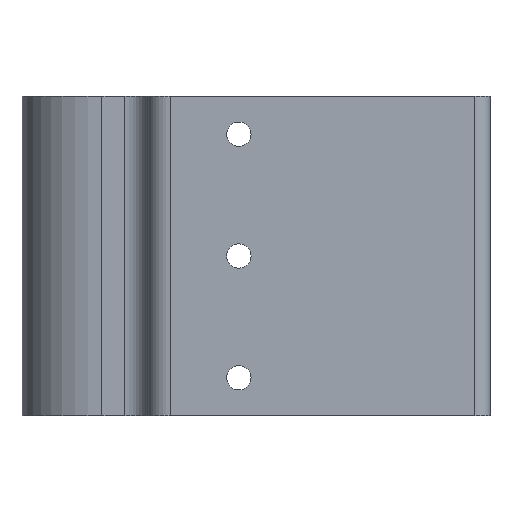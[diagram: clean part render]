
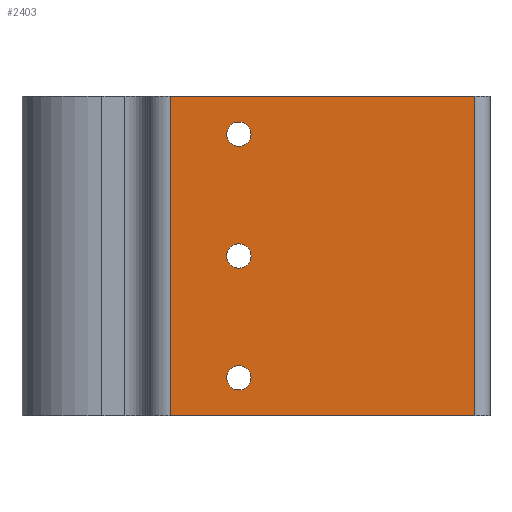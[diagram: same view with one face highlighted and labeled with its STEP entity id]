
A CAD part, left-side view. The second image highlights one B-rep face of the part: STEP entity #2403.
In plain terms, the highlighted planar face has unit normal (-1, 0, 0).
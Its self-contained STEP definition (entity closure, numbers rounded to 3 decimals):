
#79 = PLANE('',#80);
#80 = AXIS2_PLACEMENT_3D('',#81,#82,#83);
#81 = CARTESIAN_POINT('',(-6.809,-21.077,0.));
#82 = DIRECTION('',(0.,0.,1.));
#83 = DIRECTION('',(1.,0.,0.));
#135 = PLANE('',#136);
#136 = AXIS2_PLACEMENT_3D('',#137,#138,#139);
#137 = CARTESIAN_POINT('',(-6.809,-21.077,42.));
#138 = DIRECTION('',(0.,0.,1.));
#139 = DIRECTION('',(1.,0.,0.));
#495 = VERTEX_POINT('',#496);
#496 = CARTESIAN_POINT('',(-18.5,-9.,0.));
#511 = CYLINDRICAL_SURFACE('',#512,3.);
#512 = AXIS2_PLACEMENT_3D('',#513,#514,#515);
#513 = CARTESIAN_POINT('',(-15.5,-9.,0.));
#514 = DIRECTION('',(0.,0.,1.));
#515 = DIRECTION('',(0.,1.,0.));
#523 = EDGE_CURVE('',#495,#524,#526,.T.);
#524 = VERTEX_POINT('',#525);
#525 = CARTESIAN_POINT('',(-18.5,-49.,0.));
#526 = SURFACE_CURVE('',#527,(#531,#538),.PCURVE_S1.);
#527 = LINE('',#528,#529);
#528 = CARTESIAN_POINT('',(-18.5,-6.,0.));
#529 = VECTOR('',#530,1.);
#530 = DIRECTION('',(0.,-1.,0.));
#531 = PCURVE('',#79,#532);
#532 = DEFINITIONAL_REPRESENTATION('',(#533),#537);
#533 = LINE('',#534,#535);
#534 = CARTESIAN_POINT('',(-11.691,15.077));
#535 = VECTOR('',#536,1.);
#536 = DIRECTION('',(0.,-1.));
#537 = ( GEOMETRIC_REPRESENTATION_CONTEXT(2) 
PARAMETRIC_REPRESENTATION_CONTEXT() REPRESENTATION_CONTEXT('2D SPACE',''
  ) );
#538 = PCURVE('',#539,#544);
#539 = PLANE('',#540);
#540 = AXIS2_PLACEMENT_3D('',#541,#542,#543);
#541 = CARTESIAN_POINT('',(-18.5,-6.,0.));
#542 = DIRECTION('',(1.,0.,0.));
#543 = DIRECTION('',(0.,-1.,0.));
#544 = DEFINITIONAL_REPRESENTATION('',(#545),#549);
#545 = LINE('',#546,#547);
#546 = CARTESIAN_POINT('',(0.,0.));
#547 = VECTOR('',#548,1.);
#548 = DIRECTION('',(1.,0.));
#549 = ( GEOMETRIC_REPRESENTATION_CONTEXT(2) 
PARAMETRIC_REPRESENTATION_CONTEXT() REPRESENTATION_CONTEXT('2D SPACE',''
  ) );
#568 = CYLINDRICAL_SURFACE('',#569,2.);
#569 = AXIS2_PLACEMENT_3D('',#570,#571,#572);
#570 = CARTESIAN_POINT('',(-16.5,-49.,0.));
#571 = DIRECTION('',(0.,0.,1.));
#572 = DIRECTION('',(-1.,0.,0.));
#1383 = VERTEX_POINT('',#1384);
#1384 = CARTESIAN_POINT('',(-18.5,-9.,42.));
#1406 = EDGE_CURVE('',#1383,#1407,#1409,.T.);
#1407 = VERTEX_POINT('',#1408);
#1408 = CARTESIAN_POINT('',(-18.5,-49.,42.));
#1409 = SURFACE_CURVE('',#1410,(#1414,#1421),.PCURVE_S1.);
#1410 = LINE('',#1411,#1412);
#1411 = CARTESIAN_POINT('',(-18.5,-6.,42.));
#1412 = VECTOR('',#1413,1.);
#1413 = DIRECTION('',(0.,-1.,0.));
#1414 = PCURVE('',#135,#1415);
#1415 = DEFINITIONAL_REPRESENTATION('',(#1416),#1420);
#1416 = LINE('',#1417,#1418);
#1417 = CARTESIAN_POINT('',(-11.691,15.077));
#1418 = VECTOR('',#1419,1.);
#1419 = DIRECTION('',(0.,-1.));
#1420 = ( GEOMETRIC_REPRESENTATION_CONTEXT(2) 
PARAMETRIC_REPRESENTATION_CONTEXT() REPRESENTATION_CONTEXT('2D SPACE',''
  ) );
#1421 = PCURVE('',#539,#1422);
#1422 = DEFINITIONAL_REPRESENTATION('',(#1423),#1427);
#1423 = LINE('',#1424,#1425);
#1424 = CARTESIAN_POINT('',(0.,-42.));
#1425 = VECTOR('',#1426,1.);
#1426 = DIRECTION('',(1.,0.));
#1427 = ( GEOMETRIC_REPRESENTATION_CONTEXT(2) 
PARAMETRIC_REPRESENTATION_CONTEXT() REPRESENTATION_CONTEXT('2D SPACE',''
  ) );
#2354 = EDGE_CURVE('',#495,#1383,#2355,.T.);
#2355 = SURFACE_CURVE('',#2356,(#2360,#2367),.PCURVE_S1.);
#2356 = LINE('',#2357,#2358);
#2357 = CARTESIAN_POINT('',(-18.5,-9.,0.));
#2358 = VECTOR('',#2359,1.);
#2359 = DIRECTION('',(0.,0.,1.));
#2360 = PCURVE('',#511,#2361);
#2361 = DEFINITIONAL_REPRESENTATION('',(#2362),#2366);
#2362 = LINE('',#2363,#2364);
#2363 = CARTESIAN_POINT('',(1.571,0.));
#2364 = VECTOR('',#2365,1.);
#2365 = DIRECTION('',(0.,1.));
#2366 = ( GEOMETRIC_REPRESENTATION_CONTEXT(2) 
PARAMETRIC_REPRESENTATION_CONTEXT() REPRESENTATION_CONTEXT('2D SPACE',''
  ) );
#2367 = PCURVE('',#539,#2368);
#2368 = DEFINITIONAL_REPRESENTATION('',(#2369),#2373);
#2369 = LINE('',#2370,#2371);
#2370 = CARTESIAN_POINT('',(3.,0.));
#2371 = VECTOR('',#2372,1.);
#2372 = DIRECTION('',(0.,-1.));
#2373 = ( GEOMETRIC_REPRESENTATION_CONTEXT(2) 
PARAMETRIC_REPRESENTATION_CONTEXT() REPRESENTATION_CONTEXT('2D SPACE',''
  ) );
#2403 = ADVANCED_FACE('',(#2404,#2430,#2465,#2500),#539,.F.);
#2404 = FACE_BOUND('',#2405,.F.);
#2405 = EDGE_LOOP('',(#2406,#2407,#2408,#2409));
#2406 = ORIENTED_EDGE('',*,*,#523,.F.);
#2407 = ORIENTED_EDGE('',*,*,#2354,.T.);
#2408 = ORIENTED_EDGE('',*,*,#1406,.T.);
#2409 = ORIENTED_EDGE('',*,*,#2410,.F.);
#2410 = EDGE_CURVE('',#524,#1407,#2411,.T.);
#2411 = SURFACE_CURVE('',#2412,(#2416,#2423),.PCURVE_S1.);
#2412 = LINE('',#2413,#2414);
#2413 = CARTESIAN_POINT('',(-18.5,-49.,0.));
#2414 = VECTOR('',#2415,1.);
#2415 = DIRECTION('',(0.,0.,1.));
#2416 = PCURVE('',#539,#2417);
#2417 = DEFINITIONAL_REPRESENTATION('',(#2418),#2422);
#2418 = LINE('',#2419,#2420);
#2419 = CARTESIAN_POINT('',(43.,0.));
#2420 = VECTOR('',#2421,1.);
#2421 = DIRECTION('',(0.,-1.));
#2422 = ( GEOMETRIC_REPRESENTATION_CONTEXT(2) 
PARAMETRIC_REPRESENTATION_CONTEXT() REPRESENTATION_CONTEXT('2D SPACE',''
  ) );
#2423 = PCURVE('',#568,#2424);
#2424 = DEFINITIONAL_REPRESENTATION('',(#2425),#2429);
#2425 = LINE('',#2426,#2427);
#2426 = CARTESIAN_POINT('',(0.,0.));
#2427 = VECTOR('',#2428,1.);
#2428 = DIRECTION('',(0.,1.));
#2429 = ( GEOMETRIC_REPRESENTATION_CONTEXT(2) 
PARAMETRIC_REPRESENTATION_CONTEXT() REPRESENTATION_CONTEXT('2D SPACE',''
  ) );
#2430 = FACE_BOUND('',#2431,.F.);
#2431 = EDGE_LOOP('',(#2432));
#2432 = ORIENTED_EDGE('',*,*,#2433,.T.);
#2433 = EDGE_CURVE('',#2434,#2434,#2436,.T.);
#2434 = VERTEX_POINT('',#2435);
#2435 = CARTESIAN_POINT('',(-18.5,-19.6,37.));
#2436 = SURFACE_CURVE('',#2437,(#2442,#2453),.PCURVE_S1.);
#2437 = CIRCLE('',#2438,1.6);
#2438 = AXIS2_PLACEMENT_3D('',#2439,#2440,#2441);
#2439 = CARTESIAN_POINT('',(-18.5,-18.,37.));
#2440 = DIRECTION('',(-1.,-0.,0.));
#2441 = DIRECTION('',(0.,-1.,0.));
#2442 = PCURVE('',#539,#2443);
#2443 = DEFINITIONAL_REPRESENTATION('',(#2444),#2452);
#2444 = ( BOUNDED_CURVE() B_SPLINE_CURVE(2,(#2445,#2446,#2447,#2448,
#2449,#2450,#2451),.UNSPECIFIED.,.T.,.F.) B_SPLINE_CURVE_WITH_KNOTS((1,2
    ,2,2,2,1),(-2.094,0.,2.094,4.189,
6.283,8.378),.UNSPECIFIED.) CURVE() 
GEOMETRIC_REPRESENTATION_ITEM() RATIONAL_B_SPLINE_CURVE((1.,0.5,1.,0.5,
1.,0.5,1.)) REPRESENTATION_ITEM('') );
#2445 = CARTESIAN_POINT('',(13.6,-37.));
#2446 = CARTESIAN_POINT('',(13.6,-39.771));
#2447 = CARTESIAN_POINT('',(11.2,-38.386));
#2448 = CARTESIAN_POINT('',(8.8,-37.));
#2449 = CARTESIAN_POINT('',(11.2,-35.614));
#2450 = CARTESIAN_POINT('',(13.6,-34.229));
#2451 = CARTESIAN_POINT('',(13.6,-37.));
#2452 = ( GEOMETRIC_REPRESENTATION_CONTEXT(2) 
PARAMETRIC_REPRESENTATION_CONTEXT() REPRESENTATION_CONTEXT('2D SPACE',''
  ) );
#2453 = PCURVE('',#2454,#2459);
#2454 = CYLINDRICAL_SURFACE('',#2455,1.6);
#2455 = AXIS2_PLACEMENT_3D('',#2456,#2457,#2458);
#2456 = CARTESIAN_POINT('',(-18.5,-18.,37.));
#2457 = DIRECTION('',(-1.,0.,0.));
#2458 = DIRECTION('',(-0.,-1.,0.));
#2459 = DEFINITIONAL_REPRESENTATION('',(#2460),#2464);
#2460 = LINE('',#2461,#2462);
#2461 = CARTESIAN_POINT('',(0.,0.));
#2462 = VECTOR('',#2463,1.);
#2463 = DIRECTION('',(1.,0.));
#2464 = ( GEOMETRIC_REPRESENTATION_CONTEXT(2) 
PARAMETRIC_REPRESENTATION_CONTEXT() REPRESENTATION_CONTEXT('2D SPACE',''
  ) );
#2465 = FACE_BOUND('',#2466,.F.);
#2466 = EDGE_LOOP('',(#2467));
#2467 = ORIENTED_EDGE('',*,*,#2468,.T.);
#2468 = EDGE_CURVE('',#2469,#2469,#2471,.T.);
#2469 = VERTEX_POINT('',#2470);
#2470 = CARTESIAN_POINT('',(-18.5,-19.6,21.));
#2471 = SURFACE_CURVE('',#2472,(#2477,#2488),.PCURVE_S1.);
#2472 = CIRCLE('',#2473,1.6);
#2473 = AXIS2_PLACEMENT_3D('',#2474,#2475,#2476);
#2474 = CARTESIAN_POINT('',(-18.5,-18.,21.));
#2475 = DIRECTION('',(-1.,-0.,0.));
#2476 = DIRECTION('',(0.,-1.,0.));
#2477 = PCURVE('',#539,#2478);
#2478 = DEFINITIONAL_REPRESENTATION('',(#2479),#2487);
#2479 = ( BOUNDED_CURVE() B_SPLINE_CURVE(2,(#2480,#2481,#2482,#2483,
#2484,#2485,#2486),.UNSPECIFIED.,.T.,.F.) B_SPLINE_CURVE_WITH_KNOTS((1,2
    ,2,2,2,1),(-2.094,0.,2.094,4.189,
6.283,8.378),.UNSPECIFIED.) CURVE() 
GEOMETRIC_REPRESENTATION_ITEM() RATIONAL_B_SPLINE_CURVE((1.,0.5,1.,0.5,
1.,0.5,1.)) REPRESENTATION_ITEM('') );
#2480 = CARTESIAN_POINT('',(13.6,-21.));
#2481 = CARTESIAN_POINT('',(13.6,-23.771));
#2482 = CARTESIAN_POINT('',(11.2,-22.386));
#2483 = CARTESIAN_POINT('',(8.8,-21.));
#2484 = CARTESIAN_POINT('',(11.2,-19.614));
#2485 = CARTESIAN_POINT('',(13.6,-18.229));
#2486 = CARTESIAN_POINT('',(13.6,-21.));
#2487 = ( GEOMETRIC_REPRESENTATION_CONTEXT(2) 
PARAMETRIC_REPRESENTATION_CONTEXT() REPRESENTATION_CONTEXT('2D SPACE',''
  ) );
#2488 = PCURVE('',#2489,#2494);
#2489 = CYLINDRICAL_SURFACE('',#2490,1.6);
#2490 = AXIS2_PLACEMENT_3D('',#2491,#2492,#2493);
#2491 = CARTESIAN_POINT('',(-18.5,-18.,21.));
#2492 = DIRECTION('',(-1.,0.,0.));
#2493 = DIRECTION('',(-0.,-1.,0.));
#2494 = DEFINITIONAL_REPRESENTATION('',(#2495),#2499);
#2495 = LINE('',#2496,#2497);
#2496 = CARTESIAN_POINT('',(0.,0.));
#2497 = VECTOR('',#2498,1.);
#2498 = DIRECTION('',(1.,0.));
#2499 = ( GEOMETRIC_REPRESENTATION_CONTEXT(2) 
PARAMETRIC_REPRESENTATION_CONTEXT() REPRESENTATION_CONTEXT('2D SPACE',''
  ) );
#2500 = FACE_BOUND('',#2501,.F.);
#2501 = EDGE_LOOP('',(#2502));
#2502 = ORIENTED_EDGE('',*,*,#2503,.T.);
#2503 = EDGE_CURVE('',#2504,#2504,#2506,.T.);
#2504 = VERTEX_POINT('',#2505);
#2505 = CARTESIAN_POINT('',(-18.5,-19.6,5.));
#2506 = SURFACE_CURVE('',#2507,(#2512,#2523),.PCURVE_S1.);
#2507 = CIRCLE('',#2508,1.6);
#2508 = AXIS2_PLACEMENT_3D('',#2509,#2510,#2511);
#2509 = CARTESIAN_POINT('',(-18.5,-18.,5.));
#2510 = DIRECTION('',(-1.,-0.,0.));
#2511 = DIRECTION('',(0.,-1.,0.));
#2512 = PCURVE('',#539,#2513);
#2513 = DEFINITIONAL_REPRESENTATION('',(#2514),#2522);
#2514 = ( BOUNDED_CURVE() B_SPLINE_CURVE(2,(#2515,#2516,#2517,#2518,
#2519,#2520,#2521),.UNSPECIFIED.,.T.,.F.) B_SPLINE_CURVE_WITH_KNOTS((1,2
    ,2,2,2,1),(-2.094,0.,2.094,4.189,
6.283,8.378),.UNSPECIFIED.) CURVE() 
GEOMETRIC_REPRESENTATION_ITEM() RATIONAL_B_SPLINE_CURVE((1.,0.5,1.,0.5,
1.,0.5,1.)) REPRESENTATION_ITEM('') );
#2515 = CARTESIAN_POINT('',(13.6,-5.));
#2516 = CARTESIAN_POINT('',(13.6,-7.771));
#2517 = CARTESIAN_POINT('',(11.2,-6.386));
#2518 = CARTESIAN_POINT('',(8.8,-5.));
#2519 = CARTESIAN_POINT('',(11.2,-3.614));
#2520 = CARTESIAN_POINT('',(13.6,-2.229));
#2521 = CARTESIAN_POINT('',(13.6,-5.));
#2522 = ( GEOMETRIC_REPRESENTATION_CONTEXT(2) 
PARAMETRIC_REPRESENTATION_CONTEXT() REPRESENTATION_CONTEXT('2D SPACE',''
  ) );
#2523 = PCURVE('',#2524,#2529);
#2524 = CYLINDRICAL_SURFACE('',#2525,1.6);
#2525 = AXIS2_PLACEMENT_3D('',#2526,#2527,#2528);
#2526 = CARTESIAN_POINT('',(-18.5,-18.,5.));
#2527 = DIRECTION('',(-1.,0.,0.));
#2528 = DIRECTION('',(-0.,-1.,0.));
#2529 = DEFINITIONAL_REPRESENTATION('',(#2530),#2534);
#2530 = LINE('',#2531,#2532);
#2531 = CARTESIAN_POINT('',(0.,0.));
#2532 = VECTOR('',#2533,1.);
#2533 = DIRECTION('',(1.,0.));
#2534 = ( GEOMETRIC_REPRESENTATION_CONTEXT(2) 
PARAMETRIC_REPRESENTATION_CONTEXT() REPRESENTATION_CONTEXT('2D SPACE',''
  ) );
